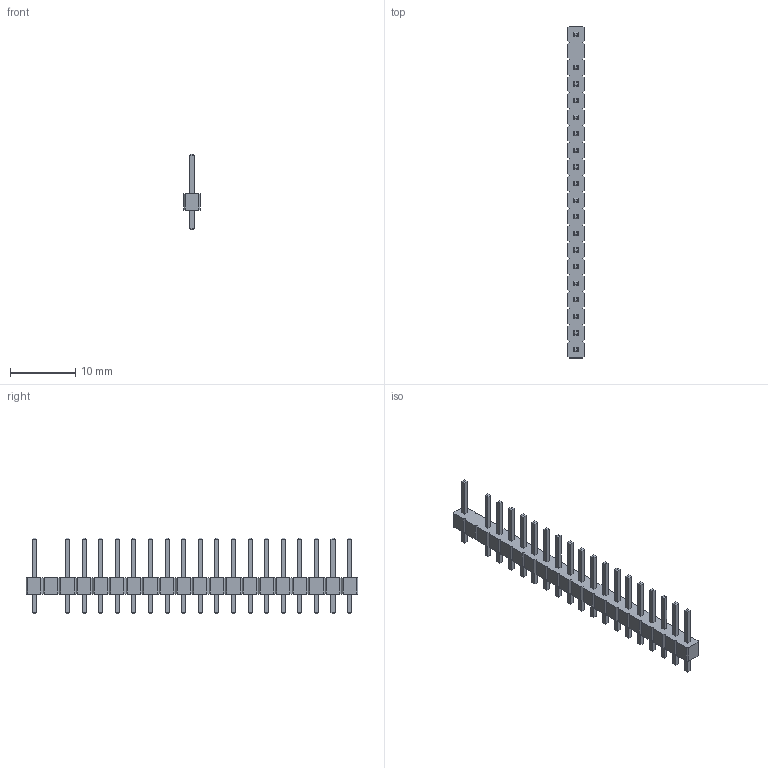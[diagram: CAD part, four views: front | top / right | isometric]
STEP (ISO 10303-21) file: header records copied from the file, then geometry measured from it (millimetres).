
FILE_DESCRIPTION(/* description */ (''),/* implementation_level */ '2;1');
FILE_NAME(/* name */ 'PinHeader_1x20_P2.54mm_Vertical.step',/* time_stamp */ '2023-08-19T21:08:57+02:00',/* author */ (''),/* organization */ (''),/* preprocessor_version */ 'ST-DEVELOPER v20',/* originating_system */ 'Autodesk Translation Framework v12.9.0.99',/* authorisation */ '');
FILE_SCHEMA (('AUTOMOTIVE_DESIGN { 1 0 10303 214 3 1 1 }'));
Length unit declared in the file: millimetre
Products named in the file (1): PinHeader_1x20_P2.54mm_Vertical
Bounding box: 2.54 x 50.8 x 11.54 mm (x, y, z)
Volume: 390.2 mm3; surface area: 969.7 mm2
Topology: 1 solids, 1 shells, 466 faces, 1126 edges, 700 vertices
Faces by surface type: plane 466
Entity records: 13607 total; most frequent: CARTESIAN_POINT 2293, ORIENTED_EDGE 2252, DIRECTION 2060, LINE 1126, VECTOR 1126, EDGE_CURVE 1126, VERTEX_POINT 700, EDGE_LOOP 504
